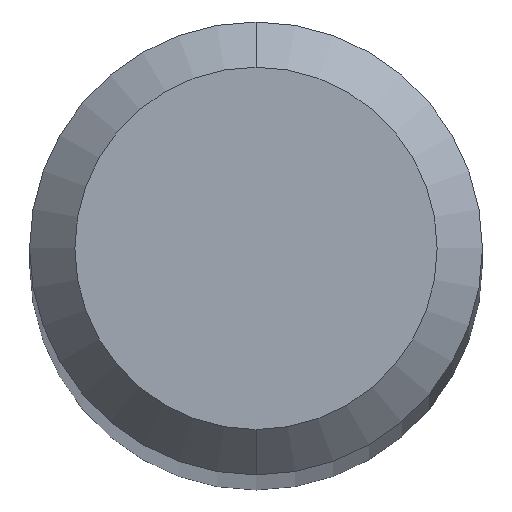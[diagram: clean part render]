
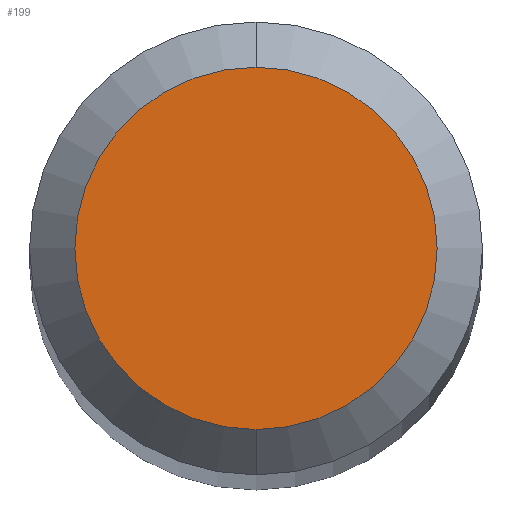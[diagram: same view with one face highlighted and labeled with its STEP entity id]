
A CAD part, top view. The second image highlights one B-rep face of the part: STEP entity #199.
In plain terms, the highlighted planar face has unit normal (0, 0, 1).
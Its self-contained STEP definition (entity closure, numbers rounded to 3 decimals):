
#24 = VERTEX_POINT ( 'NONE', #99 ) ;
#41 = CARTESIAN_POINT ( 'NONE',  ( 0., -1.722, 0. ) ) ;
#42 = DIRECTION ( 'NONE',  ( 0., 0., 1. ) ) ;
#64 = EDGE_LOOP ( 'NONE', ( #131, #165 ) ) ;
#78 = AXIS2_PLACEMENT_3D ( 'NONE', #102, #42, #171 ) ;
#80 = AXIS2_PLACEMENT_3D ( 'NONE', #105, #125, #174 ) ;
#85 = DIRECTION ( 'NONE',  ( 0., 1., 0. ) ) ;
#88 = CARTESIAN_POINT ( 'NONE',  ( 0., 0., 0. ) ) ;
#99 = CARTESIAN_POINT ( 'NONE',  ( 0., 1.722, 0. ) ) ;
#102 = CARTESIAN_POINT ( 'NONE',  ( 0., 0., 0. ) ) ;
#105 = CARTESIAN_POINT ( 'NONE',  ( 0., 2.153, 0. ) ) ;
#125 = DIRECTION ( 'NONE',  ( 0., 0., -1. ) ) ;
#126 = PLANE ( 'NONE',  #80 ) ;
#128 = DIRECTION ( 'NONE',  ( 0., 0., 1. ) ) ;
#131 = ORIENTED_EDGE ( 'NONE', *, *, #177, .T. ) ;
#144 = AXIS2_PLACEMENT_3D ( 'NONE', #88, #128, #85 ) ;
#161 = FACE_OUTER_BOUND ( 'NONE', #64, .T. ) ;
#165 = ORIENTED_EDGE ( 'NONE', *, *, #207, .T. ) ;
#171 = DIRECTION ( 'NONE',  ( 0., 1., 0. ) ) ;
#174 = DIRECTION ( 'NONE',  ( 0., 1., 0. ) ) ;
#177 = EDGE_CURVE ( 'NONE', #24, #179, #180, .T. ) ;
#179 = VERTEX_POINT ( 'NONE', #41 ) ;
#180 = CIRCLE ( 'NONE', #78, 1.722 ) ;
#199 = ADVANCED_FACE ( 'NONE', ( #161 ), #126, .F. ) ;
#207 = EDGE_CURVE ( 'NONE', #179, #24, #210, .T. ) ;
#210 = CIRCLE ( 'NONE', #144, 1.722 ) ;
